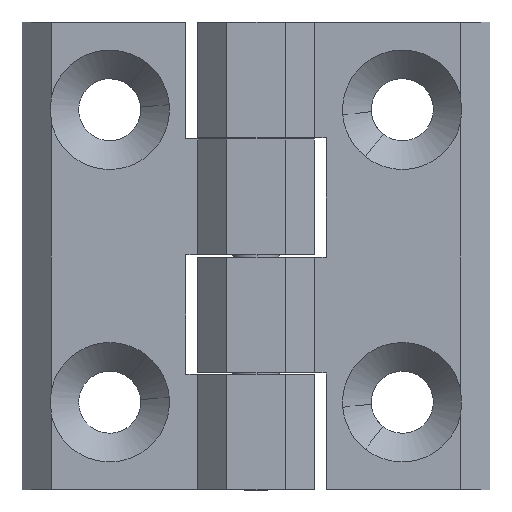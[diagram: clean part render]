
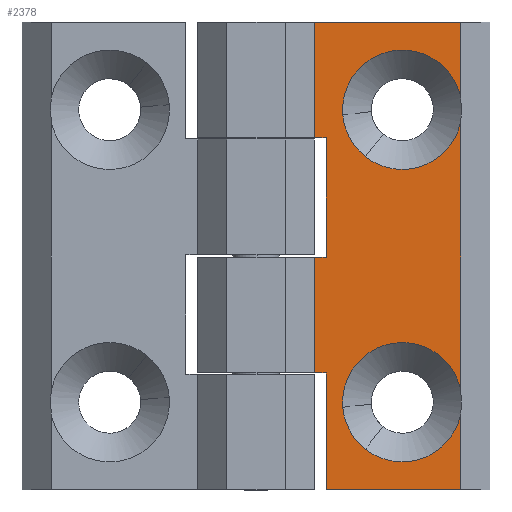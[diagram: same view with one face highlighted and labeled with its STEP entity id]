
A CAD part, front view. The second image highlights one B-rep face of the part: STEP entity #2378.
In plain terms, the highlighted free-form (B-spline) face has degree [1, 1] with [2, 2] control points.
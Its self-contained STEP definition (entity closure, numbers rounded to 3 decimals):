
#827=CARTESIAN_POINT('',(9.344,0.5,28.494));
#828=VERTEX_POINT('',#827);
#834=CARTESIAN_POINT('',(17.5,0.5,31.495));
#835=VERTEX_POINT('',#834);
#836=CARTESIAN_POINT('',(17.5,0.5,31.495));
#837=CARTESIAN_POINT('',(16.59,0.5,26.968));
#838=CARTESIAN_POINT('',(11.995,0.5,27.425));
#839=CARTESIAN_POINT('',(10.513,0.5,27.573));
#840=CARTESIAN_POINT('',(9.344,0.5,28.494));
#848=(BOUNDED_CURVE()B_SPLINE_CURVE(2,(#836,#837,#838,#839,#840),.UNSPECIFIED.,.F.,.U.)B_SPLINE_CURVE_WITH_KNOTS((3,2,3),(0.0,0.25,0.348),.UNSPECIFIED.)CURVE()GEOMETRIC_REPRESENTATION_ITEM()RATIONAL_B_SPLINE_CURVE((1.0,0.741,1.0,0.899,0.877))REPRESENTATION_ITEM(''));
#849=EDGE_CURVE('',#835,#828,#848,.T.);
#851=CARTESIAN_POINT('',(17.5,0.5,33.505));
#852=VERTEX_POINT('',#851);
#860=CARTESIAN_POINT('',(7.418,0.5,32.067));
#861=VERTEX_POINT('',#860);
#862=CARTESIAN_POINT('',(7.418,0.5,32.067));
#863=CARTESIAN_POINT('',(7.4,0.5,32.283));
#864=CARTESIAN_POINT('',(7.4,0.5,32.5));
#865=CARTESIAN_POINT('',(7.4,0.5,37.118));
#866=CARTESIAN_POINT('',(11.995,0.5,37.575));
#867=CARTESIAN_POINT('',(16.59,0.5,38.032));
#868=CARTESIAN_POINT('',(17.5,0.5,33.505));
#876=(BOUNDED_CURVE()B_SPLINE_CURVE(2,(#862,#863,#864,#865,#866,#867,#868),.UNSPECIFIED.,.F.,.U.)B_SPLINE_CURVE_WITH_KNOTS((3,2,2,3),(0.484,0.5,0.75,1.0),.UNSPECIFIED.)CURVE()GEOMETRIC_REPRESENTATION_ITEM()RATIONAL_B_SPLINE_CURVE((0.97,0.984,1.0,0.741,1.0,0.741,1.0))REPRESENTATION_ITEM(''));
#877=EDGE_CURVE('',#861,#852,#876,.T.);
#910=CARTESIAN_POINT('',(9.344,0.5,28.494));
#911=CARTESIAN_POINT('',(7.606,0.5,29.863));
#912=CARTESIAN_POINT('',(7.418,0.5,32.067));
#920=(BOUNDED_CURVE()B_SPLINE_CURVE(2,(#910,#911,#912),.UNSPECIFIED.,.F.,.U.)B_SPLINE_CURVE_WITH_KNOTS((3,3),(0.348,0.484),.UNSPECIFIED.)CURVE()GEOMETRIC_REPRESENTATION_ITEM()RATIONAL_B_SPLINE_CURVE((0.877,0.846,0.97))REPRESENTATION_ITEM(''));
#921=EDGE_CURVE('',#828,#861,#920,.T.);
#1159=CARTESIAN_POINT('',(9.344,0.5,3.494));
#1160=VERTEX_POINT('',#1159);
#1166=CARTESIAN_POINT('',(17.5,0.5,6.495));
#1167=VERTEX_POINT('',#1166);
#1168=CARTESIAN_POINT('',(17.5,0.5,6.495));
#1169=CARTESIAN_POINT('',(16.59,0.5,1.968));
#1170=CARTESIAN_POINT('',(11.995,0.5,2.425));
#1171=CARTESIAN_POINT('',(10.513,0.5,2.573));
#1172=CARTESIAN_POINT('',(9.344,0.5,3.494));
#1180=(BOUNDED_CURVE()B_SPLINE_CURVE(2,(#1168,#1169,#1170,#1171,#1172),.UNSPECIFIED.,.F.,.U.)B_SPLINE_CURVE_WITH_KNOTS((3,2,3),(0.0,0.25,0.348),.UNSPECIFIED.)CURVE()GEOMETRIC_REPRESENTATION_ITEM()RATIONAL_B_SPLINE_CURVE((1.0,0.741,1.0,0.899,0.877))REPRESENTATION_ITEM(''));
#1181=EDGE_CURVE('',#1167,#1160,#1180,.T.);
#1183=CARTESIAN_POINT('',(17.5,0.5,8.505));
#1184=VERTEX_POINT('',#1183);
#1192=CARTESIAN_POINT('',(7.418,0.5,7.067));
#1193=VERTEX_POINT('',#1192);
#1194=CARTESIAN_POINT('',(7.418,0.5,7.067));
#1195=CARTESIAN_POINT('',(7.4,0.5,7.283));
#1196=CARTESIAN_POINT('',(7.4,0.5,7.5));
#1197=CARTESIAN_POINT('',(7.4,0.5,12.118));
#1198=CARTESIAN_POINT('',(11.995,0.5,12.575));
#1199=CARTESIAN_POINT('',(16.59,0.5,13.032));
#1200=CARTESIAN_POINT('',(17.5,0.5,8.505));
#1208=(BOUNDED_CURVE()B_SPLINE_CURVE(2,(#1194,#1195,#1196,#1197,#1198,#1199,#1200),.UNSPECIFIED.,.F.,.U.)B_SPLINE_CURVE_WITH_KNOTS((3,2,2,3),(0.484,0.5,0.75,1.0),.UNSPECIFIED.)CURVE()GEOMETRIC_REPRESENTATION_ITEM()RATIONAL_B_SPLINE_CURVE((0.97,0.984,1.0,0.741,1.0,0.741,1.0))REPRESENTATION_ITEM(''));
#1209=EDGE_CURVE('',#1193,#1184,#1208,.T.);
#1242=CARTESIAN_POINT('',(9.344,0.5,3.494));
#1243=CARTESIAN_POINT('',(7.606,0.5,4.863));
#1244=CARTESIAN_POINT('',(7.418,0.5,7.067));
#1252=(BOUNDED_CURVE()B_SPLINE_CURVE(2,(#1242,#1243,#1244),.UNSPECIFIED.,.F.,.U.)B_SPLINE_CURVE_WITH_KNOTS((3,3),(0.348,0.484),.UNSPECIFIED.)CURVE()GEOMETRIC_REPRESENTATION_ITEM()RATIONAL_B_SPLINE_CURVE((0.877,0.846,0.97))REPRESENTATION_ITEM(''));
#1253=EDGE_CURVE('',#1160,#1193,#1252,.T.);
#1662=CARTESIAN_POINT('',(6.,0.5,10.));
#1663=VERTEX_POINT('',#1662);
#1669=CARTESIAN_POINT('',(5.,0.5,10.));
#1670=VERTEX_POINT('',#1669);
#1671=CARTESIAN_POINT('',(6.,0.5,10.));
#1672=CARTESIAN_POINT('',(5.,0.5,10.));
#1673=QUASI_UNIFORM_CURVE('',1,(#1671,#1672),.UNSPECIFIED.,.F.,.U.);
#1674=EDGE_CURVE('',#1663,#1670,#1673,.T.);
#1768=CARTESIAN_POINT('',(5.,0.5,19.9));
#1769=VERTEX_POINT('',#1768);
#1775=CARTESIAN_POINT('',(6.,0.5,19.9));
#1776=VERTEX_POINT('',#1775);
#1777=CARTESIAN_POINT('',(5.,0.5,19.9));
#1778=CARTESIAN_POINT('',(6.,0.5,19.9));
#1779=QUASI_UNIFORM_CURVE('',1,(#1777,#1778),.UNSPECIFIED.,.F.,.U.);
#1780=EDGE_CURVE('',#1769,#1776,#1779,.T.);
#1834=CARTESIAN_POINT('',(6.,0.5,30.1));
#1835=VERTEX_POINT('',#1834);
#1841=CARTESIAN_POINT('',(5.,0.5,30.1));
#1842=VERTEX_POINT('',#1841);
#1843=CARTESIAN_POINT('',(6.,0.5,30.1));
#1844=CARTESIAN_POINT('',(5.,0.5,30.1));
#1845=QUASI_UNIFORM_CURVE('',1,(#1843,#1844),.UNSPECIFIED.,.F.,.U.);
#1846=EDGE_CURVE('',#1835,#1842,#1845,.T.);
#1895=CARTESIAN_POINT('',(17.5,0.5,0.0));
#1896=VERTEX_POINT('',#1895);
#1897=CARTESIAN_POINT('',(6.,0.5,0.));
#1898=VERTEX_POINT('',#1897);
#1899=CARTESIAN_POINT('',(17.5,0.5,0.0));
#1900=CARTESIAN_POINT('',(6.,0.5,0.));
#1901=QUASI_UNIFORM_CURVE('',1,(#1899,#1900),.UNSPECIFIED.,.F.,.U.);
#1902=EDGE_CURVE('',#1896,#1898,#1901,.T.);
#1985=CARTESIAN_POINT('',(5.,0.5,40.));
#1986=VERTEX_POINT('',#1985);
#1992=CARTESIAN_POINT('',(17.5,0.5,40.));
#1993=VERTEX_POINT('',#1992);
#1994=CARTESIAN_POINT('',(17.5,0.5,40.));
#1995=CARTESIAN_POINT('',(5.,0.5,40.));
#1996=QUASI_UNIFORM_CURVE('',1,(#1994,#1995),.UNSPECIFIED.,.F.,.U.);
#1997=EDGE_CURVE('',#1993,#1986,#1996,.T.);
#2115=CARTESIAN_POINT('',(5.,0.5,19.9));
#2116=CARTESIAN_POINT('',(5.,0.5,10.));
#2117=QUASI_UNIFORM_CURVE('',1,(#2115,#2116),.UNSPECIFIED.,.F.,.U.);
#2118=EDGE_CURVE('',#1769,#1670,#2117,.T.);
#2156=CARTESIAN_POINT('',(6.,0.5,0.));
#2157=CARTESIAN_POINT('',(6.,0.5,10.));
#2158=QUASI_UNIFORM_CURVE('',1,(#2156,#2157),.UNSPECIFIED.,.F.,.U.);
#2159=EDGE_CURVE('',#1898,#1663,#2158,.T.);
#2168=CARTESIAN_POINT('',(6.,0.5,19.9));
#2169=CARTESIAN_POINT('',(6.,0.5,30.1));
#2170=QUASI_UNIFORM_CURVE('',1,(#2168,#2169),.UNSPECIFIED.,.F.,.U.);
#2171=EDGE_CURVE('',#1776,#1835,#2170,.T.);
#2294=CARTESIAN_POINT('',(5.,0.5,40.));
#2295=CARTESIAN_POINT('',(5.,0.5,30.1));
#2296=QUASI_UNIFORM_CURVE('',1,(#2294,#2295),.UNSPECIFIED.,.F.,.U.);
#2297=EDGE_CURVE('',#1986,#1842,#2296,.T.);
#2341=CARTESIAN_POINT('',(4.376,0.5,-1.998));
#2342=CARTESIAN_POINT('',(18.124,0.5,-1.998));
#2343=CARTESIAN_POINT('',(4.376,0.5,41.998));
#2344=CARTESIAN_POINT('',(18.124,0.5,41.998));
#2345=B_SPLINE_SURFACE_WITH_KNOTS('',1,1,((#2341,#2343),(#2342,#2344)),.UNSPECIFIED.,.F.,.F.,.U.,(2,2),(2,2),(0.0,13.749),(0.0,43.996),.UNSPECIFIED.);
#2346=CARTESIAN_POINT('',(17.5,0.5,31.495));
#2347=CARTESIAN_POINT('',(17.5,0.5,8.505));
#2348=QUASI_UNIFORM_CURVE('',1,(#2346,#2347),.UNSPECIFIED.,.F.,.U.);
#2349=EDGE_CURVE('',#835,#1184,#2348,.T.);
#2350=ORIENTED_EDGE('',*,*,#2349,.F.);
#2351=ORIENTED_EDGE('',*,*,#849,.T.);
#2352=ORIENTED_EDGE('',*,*,#921,.T.);
#2353=ORIENTED_EDGE('',*,*,#877,.T.);
#2354=CARTESIAN_POINT('',(17.5,0.5,40.));
#2355=CARTESIAN_POINT('',(17.5,0.5,33.505));
#2356=QUASI_UNIFORM_CURVE('',1,(#2354,#2355),.UNSPECIFIED.,.F.,.U.);
#2357=EDGE_CURVE('',#1993,#852,#2356,.T.);
#2358=ORIENTED_EDGE('',*,*,#2357,.F.);
#2359=ORIENTED_EDGE('',*,*,#1997,.T.);
#2360=ORIENTED_EDGE('',*,*,#2297,.T.);
#2361=ORIENTED_EDGE('',*,*,#1846,.F.);
#2362=ORIENTED_EDGE('',*,*,#2171,.F.);
#2363=ORIENTED_EDGE('',*,*,#1780,.F.);
#2364=ORIENTED_EDGE('',*,*,#2118,.T.);
#2365=ORIENTED_EDGE('',*,*,#1674,.F.);
#2366=ORIENTED_EDGE('',*,*,#2159,.F.);
#2367=ORIENTED_EDGE('',*,*,#1902,.F.);
#2368=CARTESIAN_POINT('',(17.5,0.5,6.495));
#2369=CARTESIAN_POINT('',(17.5,0.5,0.0));
#2370=QUASI_UNIFORM_CURVE('',1,(#2368,#2369),.UNSPECIFIED.,.F.,.U.);
#2371=EDGE_CURVE('',#1167,#1896,#2370,.T.);
#2372=ORIENTED_EDGE('',*,*,#2371,.F.);
#2373=ORIENTED_EDGE('',*,*,#1181,.T.);
#2374=ORIENTED_EDGE('',*,*,#1253,.T.);
#2375=ORIENTED_EDGE('',*,*,#1209,.T.);
#2376=EDGE_LOOP('',(#2350,#2351,#2352,#2353,#2358,#2359,#2360,#2361,#2362,#2363,#2364,#2365,#2366,#2367,#2372,#2373,#2374,#2375));
#2377=FACE_OUTER_BOUND('',#2376,.T.);
#2378=ADVANCED_FACE('',(#2377),#2345,.T.);
